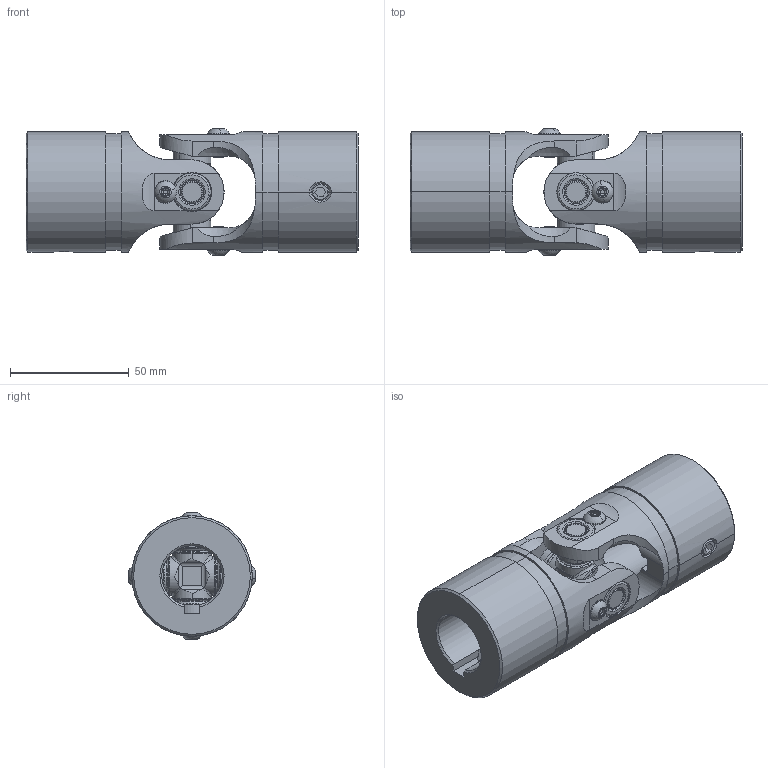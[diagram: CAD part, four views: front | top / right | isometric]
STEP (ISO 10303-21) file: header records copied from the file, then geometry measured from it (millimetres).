
FILE_DESCRIPTION (( 'STEP AP214' ), '1' );
FILE_NAME ('UJ-NB2000x1000K.STEP', '2018-06-08T21:01:54', ( 'rick' ), ( 'Hewlett-Packard Company' ), 'SwSTEP 2.0', 'SolidWorks 2017', '' );
FILE_SCHEMA (( 'AUTOMOTIVE_DESIGN' ));
Length unit declared in the file: inch
Products named in the file (9): .313-18 SOCKET SET SCREW_92313A575; 10-32 BHCS_10-32X.375BHCS; M-781_M-781; M-781-ROLLER_M-781-ROLLER; M-781-CUP_M-781-CUP; O-RING, DOUBLE SEAL_90025K139; NBX2000_NBX2000; NBY2000_NBY2000x1000KB; UJ-NB2000x1000K
Assembly tree (45 placements, depth 3):
  UJ-NB2000x1000K
    NBY2000_NBY2000x1000KB  x2
    NBX2000_NBX2000
    O-RING, DOUBLE SEAL_90025K139  x4
    M-781_M-781  x4
      M-781-CUP_M-781-CUP
      M-781-ROLLER_M-781-ROLLER
    10-32 BHCS_10-32X.375BHCS  x4
    .313-18 SOCKET SET SCREW_92313A575  x2
Bounding box: 139.7 x 53.26 x 53.26 mm (x, y, z)
Volume: 173417.3 mm3; surface area: 57638.9 mm2
Topology: 125 solids, 125 shells, 2424 faces, 4888 edges, 2754 vertices
Faces by surface type: cone 860, cylinder 588, torus 536, plane 420, sphere 16, bspline 4
Entity records: 14638 total; most frequent: CARTESIAN_POINT 4597, DIRECTION 2085, ORIENTED_EDGE 1906, EDGE_CURVE 953, AXIS2_PLACEMENT_3D 865, VERTEX_POINT 569, EDGE_LOOP 434, CIRCLE 411
